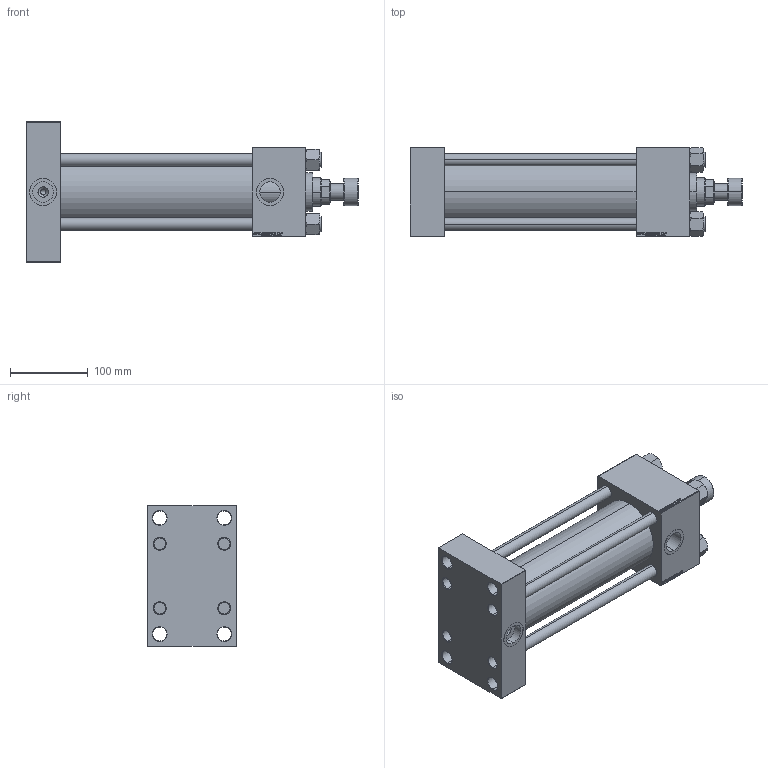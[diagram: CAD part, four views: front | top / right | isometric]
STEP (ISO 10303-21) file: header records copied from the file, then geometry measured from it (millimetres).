
FILE_DESCRIPTION (( 'STEP AP203' ), '1' );
FILE_NAME ('1938.STEP', '2022-04-15T09:07:10', ( '' ), ( '' ), 'SwSTEP 2.0', 'SolidWorks 2019', '' );
FILE_SCHEMA (( 'CONFIG_CONTROL_DESIGN' ));
Length unit declared in the file: millimetre
Products named in the file (7): 1938; V215CR_ROD_END_F f7d4367e36d39cb419c76d8c9ae525ab; V215_VC_A f7d4367e36d39cb419c76d8c9ae525ab; V215CR_VCP_E f7d4367e36d39cb419c76d8c9ae525ab; V215CR_TYCINKA_E f7d4367e36d39cb419c76d8c9ae525ab; NUT_M5_E f7d4367e36d39cb419c76d8c9ae525ab; V215CR_E_Body f7d4367e36d39cb419c76d8c9ae525ab
Assembly tree (12 placements, depth 2):
  1938
    V215CR_E_Body f7d4367e36d39cb419c76d8c9ae525ab
    V215CR_VCP_E f7d4367e36d39cb419c76d8c9ae525ab
    V215CR_TYCINKA_E f7d4367e36d39cb419c76d8c9ae525ab  x4
    NUT_M5_E f7d4367e36d39cb419c76d8c9ae525ab  x4
    V215_VC_A f7d4367e36d39cb419c76d8c9ae525ab
    V215CR_ROD_END_F f7d4367e36d39cb419c76d8c9ae525ab
Bounding box: 426 x 115 x 180 mm (x, y, z)
Volume: 2578074.2 mm3; surface area: 465595.1 mm2
Topology: 12 solids, 12 shells, 1205 faces, 3046 edges, 1975 vertices
Faces by surface type: plane 552, bspline 392, cone 154, cylinder 95, torus 12
Entity records: 51071 total; most frequent: CARTESIAN_POINT 27252, ORIENTED_EDGE 5356, DIRECTION 3462, EDGE_CURVE 2678, VERTEX_POINT 1753, VECTOR 1592, LINE 1592, EDGE_LOOP 1187
